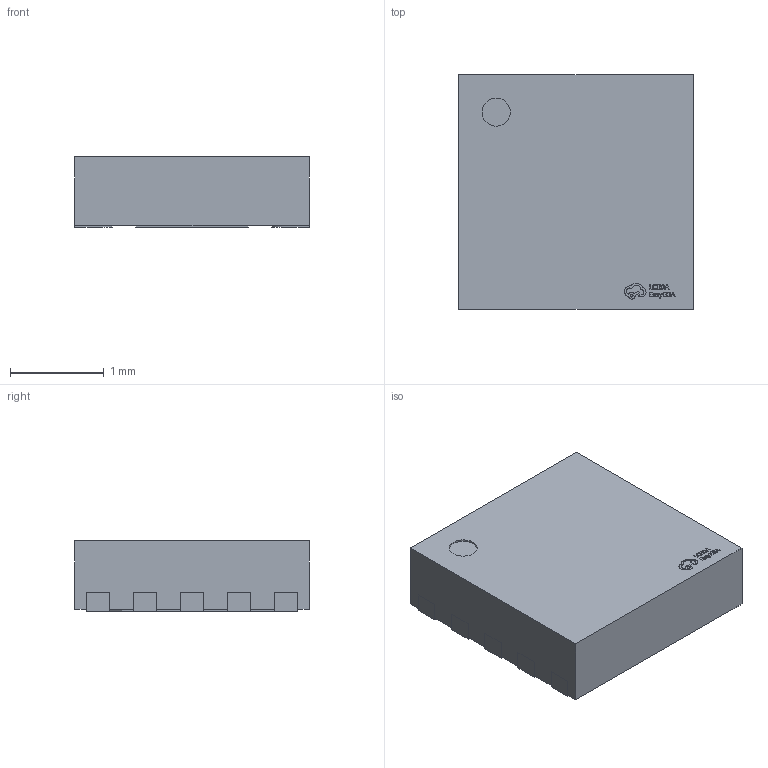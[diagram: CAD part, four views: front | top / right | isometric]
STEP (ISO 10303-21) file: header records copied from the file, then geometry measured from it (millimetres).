
FILE_DESCRIPTION (( 'STEP AP214' ), '1' );
FILE_NAME ('WSON-10_L2.5-W2.5-W0.50-TL-EP.step', '2022-07-26T09:34:39', ( '' ), ( '' ), 'SwSTEP 2.0', 'SolidWorks 2020', '' );
FILE_SCHEMA (( 'AUTOMOTIVE_DESIGN' ));
Length unit declared in the file: millimetre
Products named in the file (1): WSON-10_L2.5-W2.5-W0.50-TL-EP
Bounding box: 2.5 x 2.5 x 0.75 mm (x, y, z)
Volume: 4.6 mm3; surface area: 20.4 mm2
Topology: 14 solids, 14 shells, 375 faces, 1014 edges, 676 vertices
Faces by surface type: plane 241, bspline 112, cylinder 22
Entity records: 16557 total; most frequent: CARTESIAN_POINT 4170, ORIENTED_EDGE 2028, DIRECTION 1358, EDGE_CURVE 1014, LINE 742, VECTOR 742, VERTEX_POINT 676, EDGE_LOOP 396
